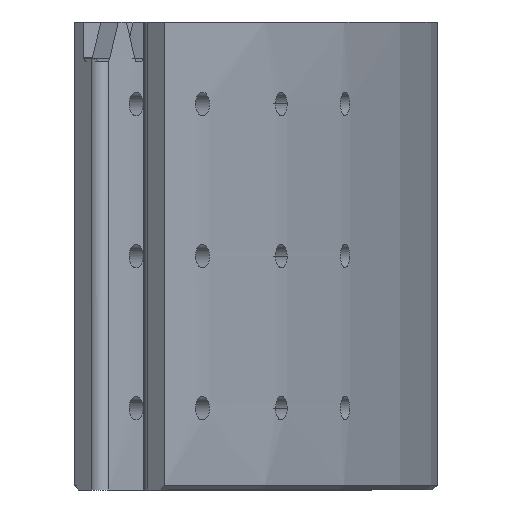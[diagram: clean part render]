
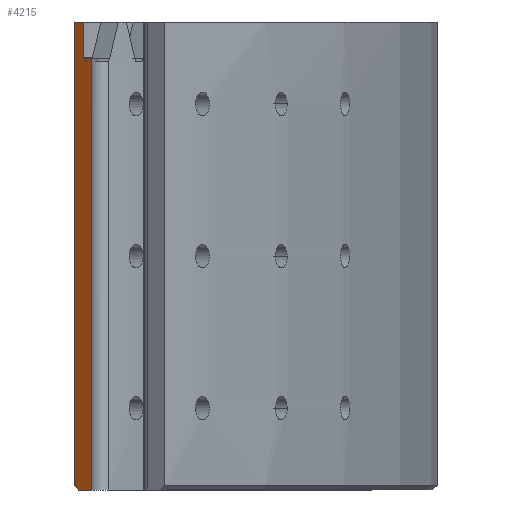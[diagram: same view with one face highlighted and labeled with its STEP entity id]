
A CAD part, left-side view. The second image highlights one B-rep face of the part: STEP entity #4215.
In plain terms, the highlighted planar face has unit normal (-0.766, 0.643, 0).
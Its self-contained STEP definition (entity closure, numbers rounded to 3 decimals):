
#681 = VERTEX_POINT('',#682);
#682 = CARTESIAN_POINT('',(-57.851,-68.944,0.));
#689 = EDGE_CURVE('',#690,#681,#692,.T.);
#690 = VERTEX_POINT('',#691);
#691 = CARTESIAN_POINT('',(-58.495,-69.711,0.));
#692 = LINE('',#693,#694);
#693 = CARTESIAN_POINT('',(-28.604,-34.089,0.));
#694 = VECTOR('',#695,1.);
#695 = DIRECTION('',(0.643,0.766,0.));
#4188 = EDGE_CURVE('',#4189,#690,#4191,.T.);
#4189 = VERTEX_POINT('',#4190);
#4190 = CARTESIAN_POINT('',(-58.495,-69.711,
    -3.008));
#4191 = LINE('',#4192,#4193);
#4192 = CARTESIAN_POINT('',(-58.495,-69.711,-21.975));
#4193 = VECTOR('',#4194,1.);
#4194 = DIRECTION('',(0.,0.,1.));
#4215 = ADVANCED_FACE('',(#4216),#4260,.F.);
#4216 = FACE_BOUND('',#4217,.F.);
#4217 = EDGE_LOOP('',(#4218,#4228,#4236,#4244,#4250,#4251,#4252));
#4218 = ORIENTED_EDGE('',*,*,#4219,.F.);
#4219 = EDGE_CURVE('',#4220,#4222,#4224,.T.);
#4220 = VERTEX_POINT('',#4221);
#4221 = CARTESIAN_POINT('',(-59.072,-70.399,-40.));
#4222 = VERTEX_POINT('',#4223);
#4223 = CARTESIAN_POINT('',(-59.072,-70.399,
    -3.05));
#4224 = LINE('',#4225,#4226);
#4225 = CARTESIAN_POINT('',(-59.072,-70.399,-41.));
#4226 = VECTOR('',#4227,1.);
#4227 = DIRECTION('',(0.,0.,1.));
#4228 = ORIENTED_EDGE('',*,*,#4229,.F.);
#4229 = EDGE_CURVE('',#4230,#4220,#4232,.T.);
#4230 = VERTEX_POINT('',#4231);
#4231 = CARTESIAN_POINT('',(-58.108,-69.25,-40.));
#4232 = LINE('',#4233,#4234);
#4233 = CARTESIAN_POINT('',(-40.302,-48.03,-40.));
#4234 = VECTOR('',#4235,1.);
#4235 = DIRECTION('',(-0.643,-0.766,0.));
#4236 = ORIENTED_EDGE('',*,*,#4237,.F.);
#4237 = EDGE_CURVE('',#4238,#4230,#4240,.T.);
#4238 = VERTEX_POINT('',#4239);
#4239 = CARTESIAN_POINT('',(-57.851,-68.944,-39.6));
#4240 = LINE('',#4241,#4242);
#4241 = CARTESIAN_POINT('',(0.,0.,50.4)
  );
#4242 = VECTOR('',#4243,1.);
#4243 = DIRECTION('',(-0.455,-0.542,-0.707));
#4244 = ORIENTED_EDGE('',*,*,#4245,.F.);
#4245 = EDGE_CURVE('',#681,#4238,#4246,.T.);
#4246 = LINE('',#4247,#4248);
#4247 = CARTESIAN_POINT('',(-57.851,-68.944,0.));
#4248 = VECTOR('',#4249,1.);
#4249 = DIRECTION('',(0.,0.,-1.));
#4250 = ORIENTED_EDGE('',*,*,#689,.F.);
#4251 = ORIENTED_EDGE('',*,*,#4188,.F.);
#4252 = ORIENTED_EDGE('',*,*,#4253,.F.);
#4253 = EDGE_CURVE('',#4222,#4189,#4254,.T.);
#4254 = B_SPLINE_CURVE_WITH_KNOTS('',4,(#4255,#4256,#4257,#4258,#4259),
  .UNSPECIFIED.,.F.,.F.,(5,5),(0.,1.),.PIECEWISE_BEZIER_KNOTS.);
#4255 = CARTESIAN_POINT('',(-59.072,-70.399,
    -3.05));
#4256 = CARTESIAN_POINT('',(-58.928,-70.227,
    -3.04));
#4257 = CARTESIAN_POINT('',(-58.783,-70.055,
    -3.029));
#4258 = CARTESIAN_POINT('',(-58.639,-69.883,
    -3.018));
#4259 = CARTESIAN_POINT('',(-58.495,-69.711,
    -3.008));
#4260 = PLANE('',#4261);
#4261 = AXIS2_PLACEMENT_3D('',#4262,#4263,#4264);
#4262 = CARTESIAN_POINT('',(-57.208,-68.178,-41.));
#4263 = DIRECTION('',(0.766,-0.643,0.));
#4264 = DIRECTION('',(-0.643,-0.766,0.));
